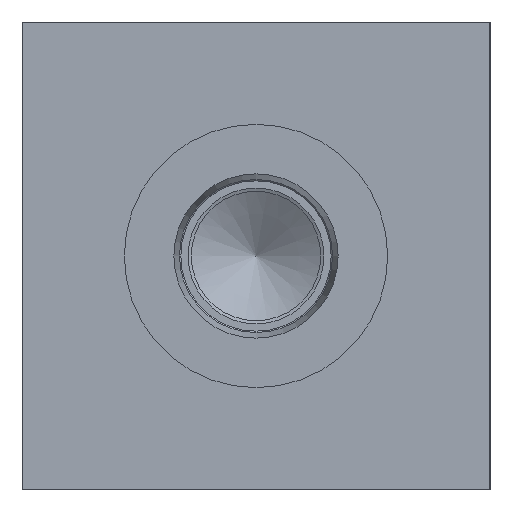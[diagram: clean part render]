
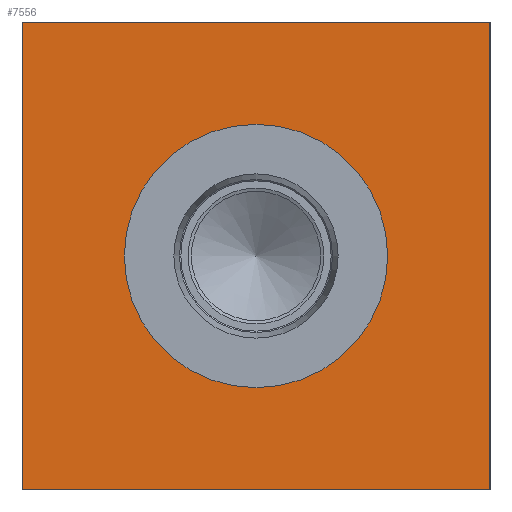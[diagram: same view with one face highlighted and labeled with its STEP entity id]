
A CAD part, left-side view. The second image highlights one B-rep face of the part: STEP entity #7556.
In plain terms, the highlighted planar face has unit normal (-1, 0, 0).
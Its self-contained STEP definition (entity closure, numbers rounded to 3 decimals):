
#194=CIRCLE('',#7971,12.51);
#195=CIRCLE('',#7972,12.51);
#248=FACE_BOUND('',#1377,.T.);
#945=FACE_OUTER_BOUND('',#1376,.T.);
#1376=EDGE_LOOP('',(#6610,#6611,#6612,#6613));
#1377=EDGE_LOOP('',(#6614,#6615));
#1657=LINE('',#11675,#2368);
#2095=LINE('',#12978,#2806);
#2096=LINE('',#12979,#2807);
#2097=LINE('',#12980,#2808);
#2368=VECTOR('',#8392,10.);
#2806=VECTOR('',#9516,10.);
#2807=VECTOR('',#9517,10.);
#2808=VECTOR('',#9518,10.);
#3114=VERTEX_POINT('',#11668);
#3117=VERTEX_POINT('',#11673);
#3500=VERTEX_POINT('',#12947);
#3501=VERTEX_POINT('',#12948);
#3510=VERTEX_POINT('',#12976);
#3511=VERTEX_POINT('',#12977);
#3967=EDGE_CURVE('',#3117,#3114,#1657,.T.);
#4537=EDGE_CURVE('',#3500,#3501,#194,.T.);
#4538=EDGE_CURVE('',#3501,#3500,#195,.T.);
#4551=EDGE_CURVE('',#3510,#3511,#2095,.T.);
#4552=EDGE_CURVE('',#3511,#3114,#2096,.T.);
#4553=EDGE_CURVE('',#3510,#3117,#2097,.T.);
#6610=ORIENTED_EDGE('',*,*,#4551,.T.);
#6611=ORIENTED_EDGE('',*,*,#4552,.T.);
#6612=ORIENTED_EDGE('',*,*,#3967,.F.);
#6613=ORIENTED_EDGE('',*,*,#4553,.F.);
#6614=ORIENTED_EDGE('',*,*,#4537,.T.);
#6615=ORIENTED_EDGE('',*,*,#4538,.T.);
#6868=PLANE('',#7985);
#7556=ADVANCED_FACE('',(#945,#248),#6868,.T.);
#7971=AXIS2_PLACEMENT_3D('',#12949,#9482,#9483);
#7972=AXIS2_PLACEMENT_3D('',#12950,#9484,#9485);
#7985=AXIS2_PLACEMENT_3D('',#12975,#9514,#9515);
#8392=DIRECTION('',(0.,-1.,0.));
#9482=DIRECTION('center_axis',(1.,0.,0.));
#9483=DIRECTION('ref_axis',(0.,0.,1.));
#9484=DIRECTION('center_axis',(1.,0.,0.));
#9485=DIRECTION('ref_axis',(0.,0.,1.));
#9514=DIRECTION('center_axis',(-1.,0.,0.));
#9515=DIRECTION('ref_axis',(0.,-1.,0.));
#9516=DIRECTION('',(0.,-1.,0.));
#9517=DIRECTION('',(0.,0.,1.));
#9518=DIRECTION('',(0.,0.,1.));
#11668=CARTESIAN_POINT('',(0.,0.,44.45));
#11673=CARTESIAN_POINT('',(0.,44.45,44.45));
#11675=CARTESIAN_POINT('',(0.,44.45,44.45));
#12947=CARTESIAN_POINT('',(0.,22.225,34.735));
#12948=CARTESIAN_POINT('',(0.,22.225,9.716));
#12949=CARTESIAN_POINT('Origin',(0.,22.225,22.225));
#12950=CARTESIAN_POINT('Origin',(0.,22.225,22.225));
#12975=CARTESIAN_POINT('Origin',(0.,44.45,0.));
#12976=CARTESIAN_POINT('',(0.,44.45,0.));
#12977=CARTESIAN_POINT('',(0.,0.,0.));
#12978=CARTESIAN_POINT('',(0.,44.45,0.));
#12979=CARTESIAN_POINT('',(0.,0.,0.));
#12980=CARTESIAN_POINT('',(0.,44.45,0.));
